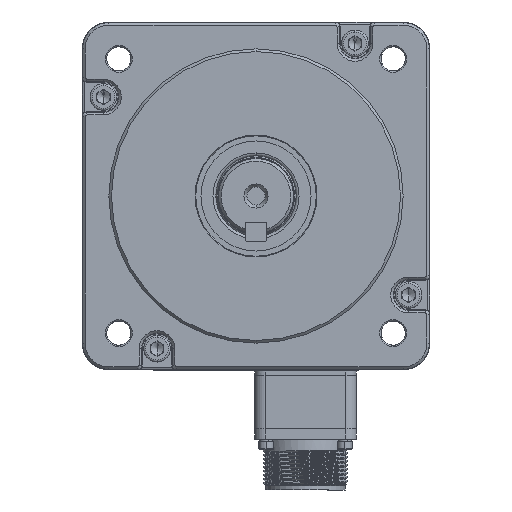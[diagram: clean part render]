
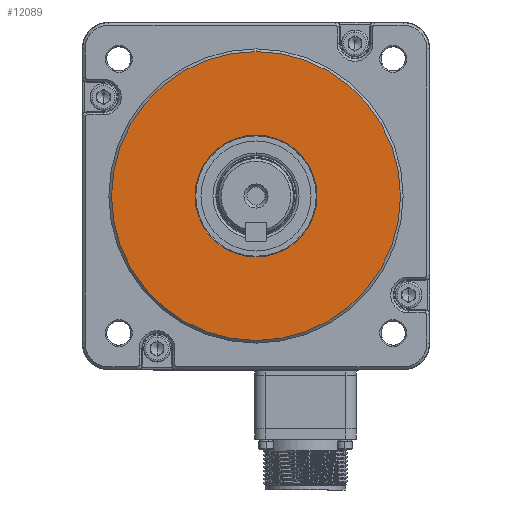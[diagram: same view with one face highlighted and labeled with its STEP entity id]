
A CAD part, left-side view. The second image highlights one B-rep face of the part: STEP entity #12089.
In plain terms, the highlighted planar face has unit normal (-1, 0, 0).
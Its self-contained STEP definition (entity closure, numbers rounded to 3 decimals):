
#1554 = PLANE ( 'NONE',  #54031 ) ;
#2918 = DIRECTION ( 'NONE',  ( -1., 0., 0. ) ) ;
#6485 = DIRECTION ( 'NONE',  ( 1., 0., 0. ) ) ;
#6503 = EDGE_LOOP ( 'NONE', ( #37154, #22452 ) ) ;
#8109 = CARTESIAN_POINT ( 'NONE',  ( 57., 0., 54. ) ) ;
#8336 = EDGE_CURVE ( 'NONE', #51681, #59836, #10908, .T. ) ;
#9957 = CARTESIAN_POINT ( 'NONE',  ( 57., 0., -22.789 ) ) ;
#10908 = CIRCLE ( 'NONE', #47859, 22.789 ) ;
#12089 = ADVANCED_FACE ( 'NONE', ( #57865, #32863 ), #1554, .F. ) ;
#18572 = EDGE_LOOP ( 'NONE', ( #39962, #57664 ) ) ;
#20431 = EDGE_CURVE ( 'NONE', #59836, #51681, #58388, .T. ) ;
#22256 = AXIS2_PLACEMENT_3D ( 'NONE', #24021, #56952, #28760 ) ;
#22452 = ORIENTED_EDGE ( 'NONE', *, *, #60947, .F. ) ;
#22590 = CARTESIAN_POINT ( 'NONE',  ( 57., 0., 0. ) ) ;
#24021 = CARTESIAN_POINT ( 'NONE',  ( 57., 0., 0. ) ) ;
#25057 = DIRECTION ( 'NONE',  ( 1., 0., 0. ) ) ;
#27355 = DIRECTION ( 'NONE',  ( 0., 0., -1. ) ) ;
#28760 = DIRECTION ( 'NONE',  ( 0., 0., -1. ) ) ;
#29694 = AXIS2_PLACEMENT_3D ( 'NONE', #53234, #25057, #57965 ) ;
#31103 = CARTESIAN_POINT ( 'NONE',  ( 57., 0., 0. ) ) ;
#32863 = FACE_BOUND ( 'NONE', #18572, .T. ) ;
#33994 = CIRCLE ( 'NONE', #29694, 54. ) ;
#34636 = CARTESIAN_POINT ( 'NONE',  ( 57., 0., 0. ) ) ;
#35787 = AXIS2_PLACEMENT_3D ( 'NONE', #31103, #2918, #35831 ) ;
#35831 = DIRECTION ( 'NONE',  ( 0., 0., -1. ) ) ;
#37154 = ORIENTED_EDGE ( 'NONE', *, *, #53553, .F. ) ;
#37755 = CARTESIAN_POINT ( 'NONE',  ( 57., 0., -54. ) ) ;
#39383 = DIRECTION ( 'NONE',  ( 0., 0., -1. ) ) ;
#39962 = ORIENTED_EDGE ( 'NONE', *, *, #20431, .F. ) ;
#41856 = CIRCLE ( 'NONE', #22256, 54. ) ;
#47820 = VERTEX_POINT ( 'NONE', #37755 ) ;
#47859 = AXIS2_PLACEMENT_3D ( 'NONE', #22590, #55528, #27355 ) ;
#51681 = VERTEX_POINT ( 'NONE', #9957 ) ;
#51751 = CARTESIAN_POINT ( 'NONE',  ( 57., 0., 22.789 ) ) ;
#53010 = VERTEX_POINT ( 'NONE', #8109 ) ;
#53234 = CARTESIAN_POINT ( 'NONE',  ( 57., 0., 0. ) ) ;
#53553 = EDGE_CURVE ( 'NONE', #47820, #53010, #33994, .T. ) ;
#54031 = AXIS2_PLACEMENT_3D ( 'NONE', #34636, #6485, #39383 ) ;
#55528 = DIRECTION ( 'NONE',  ( -1., 0., 0. ) ) ;
#56952 = DIRECTION ( 'NONE',  ( 1., 0., 0. ) ) ;
#57664 = ORIENTED_EDGE ( 'NONE', *, *, #8336, .F. ) ;
#57865 = FACE_OUTER_BOUND ( 'NONE', #6503, .T. ) ;
#57965 = DIRECTION ( 'NONE',  ( 0., 0., -1. ) ) ;
#58388 = CIRCLE ( 'NONE', #35787, 22.789 ) ;
#59836 = VERTEX_POINT ( 'NONE', #51751 ) ;
#60947 = EDGE_CURVE ( 'NONE', #53010, #47820, #41856, .T. ) ;
